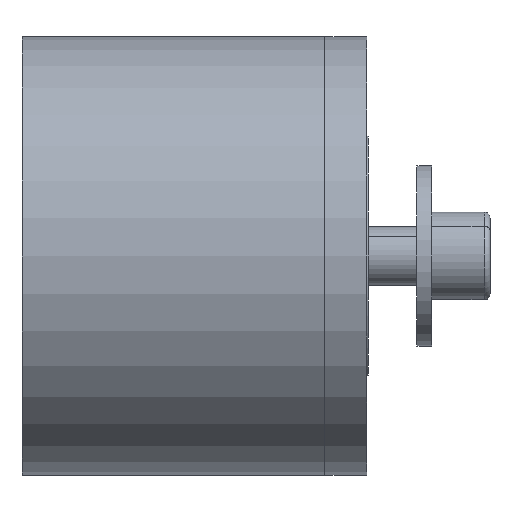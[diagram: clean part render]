
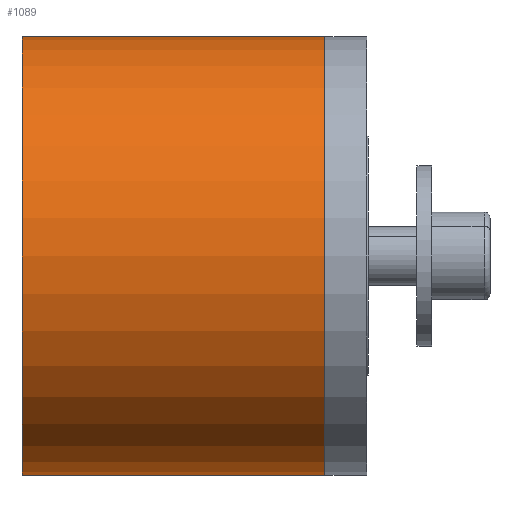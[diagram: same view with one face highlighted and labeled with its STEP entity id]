
A CAD part, front view. The second image highlights one B-rep face of the part: STEP entity #1089.
In plain terms, the highlighted cylindrical face has radius 45 mm (diameter 90 mm), a partial arc.
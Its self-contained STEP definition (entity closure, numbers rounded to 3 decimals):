
#10 = CIRCLE ( 'NONE', #11892, 45. ) ;
#645 = CARTESIAN_POINT ( 'NONE',  ( -39.259, 0., 0. ) ) ;
#902 = CARTESIAN_POINT ( 'NONE',  ( 62., 0., 0. ) ) ;
#1089 = ADVANCED_FACE ( 'NONE', ( #13944 ), #1137, .T. ) ;
#1137 = CYLINDRICAL_SURFACE ( 'NONE', #13220, 45. ) ;
#3868 = EDGE_CURVE ( 'NONE', #14319, #9892, #10, .T. ) ;
#4220 = VECTOR ( 'NONE', #10116, 1000. ) ;
#4396 = CARTESIAN_POINT ( 'NONE',  ( 0., 0., 0. ) ) ;
#4399 = LINE ( 'NONE', #14652, #4220 ) ;
#4871 = VERTEX_POINT ( 'NONE', #8386 ) ;
#5349 = CARTESIAN_POINT ( 'NONE',  ( 62., 0., -45. ) ) ;
#5456 = VERTEX_POINT ( 'NONE', #14359 ) ;
#7851 = AXIS2_PLACEMENT_3D ( 'NONE', #4396, #14839, #7964 ) ;
#7964 = DIRECTION ( 'NONE',  ( 0., 0., 1. ) ) ;
#8386 = CARTESIAN_POINT ( 'NONE',  ( 0., 0., 45. ) ) ;
#8462 = ORIENTED_EDGE ( 'NONE', *, *, #9901, .F. ) ;
#8792 = DIRECTION ( 'NONE',  ( -1., 0., 0. ) ) ;
#8998 = DIRECTION ( 'NONE',  ( -1., 0., 0. ) ) ;
#9189 = EDGE_LOOP ( 'NONE', ( #14392, #9906, #9712, #8462 ) ) ;
#9389 = EDGE_CURVE ( 'NONE', #14319, #5456, #14242, .T. ) ;
#9712 = ORIENTED_EDGE ( 'NONE', *, *, #13203, .T. ) ;
#9892 = VERTEX_POINT ( 'NONE', #11297 ) ;
#9901 = EDGE_CURVE ( 'NONE', #5456, #4871, #10261, .T. ) ;
#9906 = ORIENTED_EDGE ( 'NONE', *, *, #3868, .T. ) ;
#10116 = DIRECTION ( 'NONE',  ( -1., 0., 0. ) ) ;
#10261 = CIRCLE ( 'NONE', #7851, 45. ) ;
#11031 = DIRECTION ( 'NONE',  ( 0., 0., 1. ) ) ;
#11157 = VECTOR ( 'NONE', #13736, 1000. ) ;
#11297 = CARTESIAN_POINT ( 'NONE',  ( 62., 0., 45. ) ) ;
#11561 = CARTESIAN_POINT ( 'NONE',  ( -39.259, 0., -45. ) ) ;
#11892 = AXIS2_PLACEMENT_3D ( 'NONE', #902, #8998, #11031 ) ;
#13203 = EDGE_CURVE ( 'NONE', #9892, #4871, #4399, .T. ) ;
#13220 = AXIS2_PLACEMENT_3D ( 'NONE', #645, #8792, #13405 ) ;
#13405 = DIRECTION ( 'NONE',  ( 0., 0., 1. ) ) ;
#13736 = DIRECTION ( 'NONE',  ( -1., 0., 0. ) ) ;
#13944 = FACE_OUTER_BOUND ( 'NONE', #9189, .T. ) ;
#14242 = LINE ( 'NONE', #11561, #11157 ) ;
#14319 = VERTEX_POINT ( 'NONE', #5349 ) ;
#14359 = CARTESIAN_POINT ( 'NONE',  ( 0., 0., -45. ) ) ;
#14392 = ORIENTED_EDGE ( 'NONE', *, *, #9389, .F. ) ;
#14652 = CARTESIAN_POINT ( 'NONE',  ( -39.259, 0., 45. ) ) ;
#14839 = DIRECTION ( 'NONE',  ( -1., 0., 0. ) ) ;
